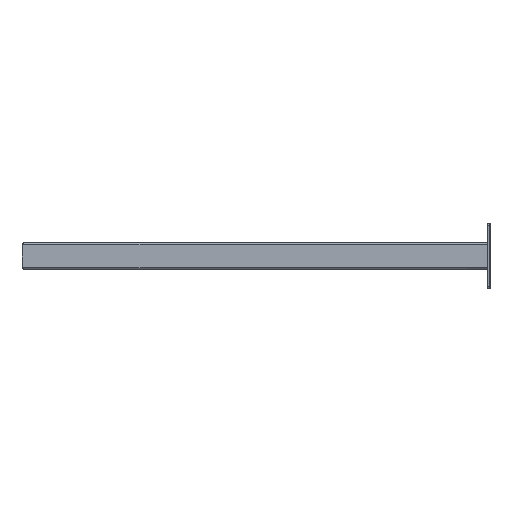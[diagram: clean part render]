
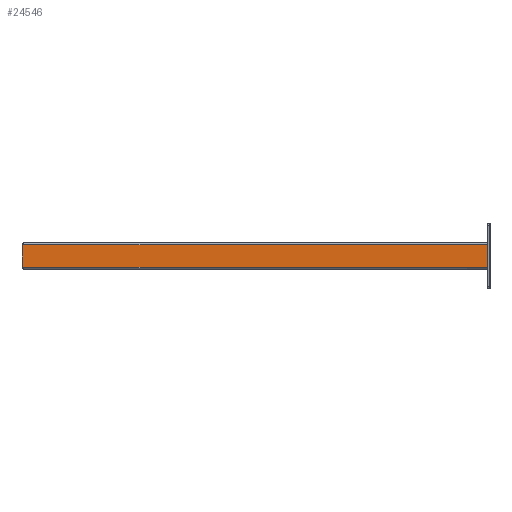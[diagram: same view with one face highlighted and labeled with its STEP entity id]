
A CAD part, left-side view. The second image highlights one B-rep face of the part: STEP entity #24546.
In plain terms, the highlighted face is planar.
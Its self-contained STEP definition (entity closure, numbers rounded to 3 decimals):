
#235 = VECTOR ( 'NONE', #14621, 1000. ) ;
#692 = ORIENTED_EDGE ( 'NONE', *, *, #7771, .T. ) ;
#958 = VERTEX_POINT ( 'NONE', #6222 ) ;
#1933 = DIRECTION ( 'NONE',  ( 0., 0., 1. ) ) ;
#1939 = EDGE_CURVE ( 'NONE', #958, #4998, #9739, .T. ) ;
#3692 = ORIENTED_EDGE ( 'NONE', *, *, #1939, .T. ) ;
#3866 = AXIS2_PLACEMENT_3D ( 'NONE', #21002, #1933, #9044 ) ;
#4736 = DIRECTION ( 'NONE',  ( 0., 1., 0. ) ) ;
#4998 = VERTEX_POINT ( 'NONE', #10329 ) ;
#5637 = EDGE_CURVE ( 'NONE', #18354, #958, #28373, .T. ) ;
#6222 = CARTESIAN_POINT ( 'NONE',  ( -26., -532., 0. ) ) ;
#6979 = PLANE ( 'NONE',  #3866 ) ;
#7771 = EDGE_CURVE ( 'NONE', #4998, #13407, #21740, .T. ) ;
#8514 = VECTOR ( 'NONE', #4736, 1000. ) ;
#9009 = LINE ( 'NONE', #16703, #22743 ) ;
#9044 = DIRECTION ( 'NONE',  ( 1., 0., 0. ) ) ;
#9739 = LINE ( 'NONE', #24064, #235 ) ;
#10329 = CARTESIAN_POINT ( 'NONE',  ( 26., -532., 0. ) ) ;
#13407 = VERTEX_POINT ( 'NONE', #28115 ) ;
#14621 = DIRECTION ( 'NONE',  ( 1., 0., 0. ) ) ;
#16128 = FACE_OUTER_BOUND ( 'NONE', #22198, .T. ) ;
#16703 = CARTESIAN_POINT ( 'NONE',  ( 0., 530., 0. ) ) ;
#16765 = ORIENTED_EDGE ( 'NONE', *, *, #5637, .T. ) ;
#18354 = VERTEX_POINT ( 'NONE', #30661 ) ;
#18610 = DIRECTION ( 'NONE',  ( 1., 0., 0. ) ) ;
#19227 = CARTESIAN_POINT ( 'NONE',  ( 26., -532., 0. ) ) ;
#20698 = ORIENTED_EDGE ( 'NONE', *, *, #28417, .F. ) ;
#21002 = CARTESIAN_POINT ( 'NONE',  ( 0., 0., 0. ) ) ;
#21740 = LINE ( 'NONE', #19227, #8514 ) ;
#22198 = EDGE_LOOP ( 'NONE', ( #692, #20698, #16765, #3692 ) ) ;
#22743 = VECTOR ( 'NONE', #18610, 1000. ) ;
#23723 = VECTOR ( 'NONE', #25998, 1000. ) ;
#24064 = CARTESIAN_POINT ( 'NONE',  ( -30., -532., 0. ) ) ;
#24546 = ADVANCED_FACE ( 'NONE', ( #16128 ), #6979, .T. ) ;
#25998 = DIRECTION ( 'NONE',  ( 0., -1., 0. ) ) ;
#26157 = CARTESIAN_POINT ( 'NONE',  ( -26., 532., 0. ) ) ;
#28115 = CARTESIAN_POINT ( 'NONE',  ( 26., 530., 0. ) ) ;
#28373 = LINE ( 'NONE', #26157, #23723 ) ;
#28417 = EDGE_CURVE ( 'NONE', #18354, #13407, #9009, .T. ) ;
#30661 = CARTESIAN_POINT ( 'NONE',  ( -26., 530., 0. ) ) ;
